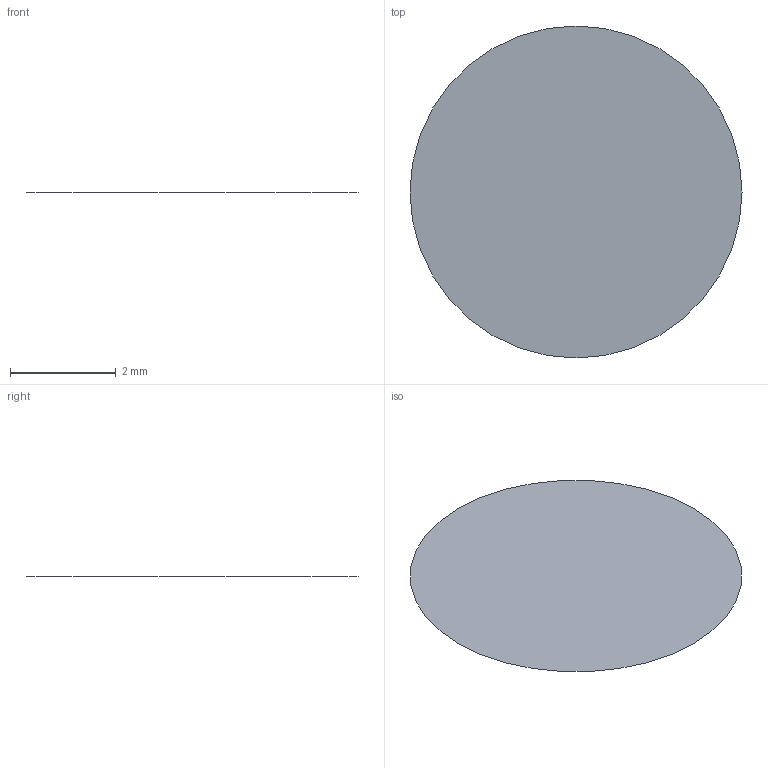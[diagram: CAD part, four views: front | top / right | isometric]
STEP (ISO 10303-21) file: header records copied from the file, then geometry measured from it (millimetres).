
FILE_DESCRIPTION(('Open CASCADE Model'),'2;1');
FILE_NAME('Open CASCADE Shape Model','2020-01-27T17:49:53',('Author'),( 'Open CASCADE'),'Open CASCADE STEP processor 7.4','Open CASCADE 7.4' ,'Unknown');
FILE_SCHEMA(('AUTOMOTIVE_DESIGN { 1 0 10303 214 1 1 1 1 }'));
Length unit declared in the file: millimetre
Products named in the file (1): Open CASCADE STEP translator 7.4 1
Bounding box: 6.28 x 6.28 x 0 mm (x, y, z)
Surface area: 31 mm2 (no closed solid volume)
Topology: 0 solids, 1 shells, 1 faces, 1 edges, 1 vertices
Faces by surface type: plane 1
Entity records: 42 total; most frequent: DIRECTION 7, CARTESIAN_POINT 5, AXIS2_PLACEMENT_3D 3, CIRCLE 2, APPLICATION_PROTOCOL_DEFINITION 1, APPLICATION_CONTEXT 1, SHAPE_DEFINITION_REPRESENTATION 1, PRODUCT_DEFINITION_SHAPE 1
